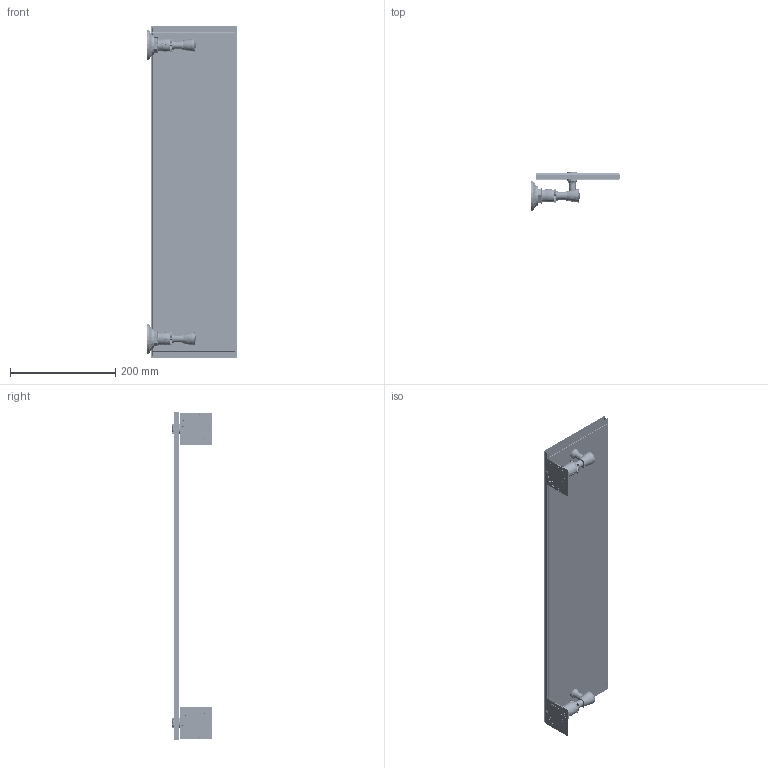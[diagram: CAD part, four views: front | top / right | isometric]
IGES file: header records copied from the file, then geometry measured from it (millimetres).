
Start section:  PTC IGES file: 4934t-24.igs
Global section: file name: 4934t-24.igs; native system: Creo Parametric by Parametric Technology Corporation; preprocessor: 2012230; author: ravindrashirol; organization: Unknown; date: 20140610.172339; units: inch
Bounding box: 171.83 x 74.81 x 631.87 mm (x, y, z)
Surface area: 826941.8 mm2 (no closed solid volume)
Topology: 0 solids, 0 shells, 5032 faces, 74206 edges, 96684 vertices
Faces by surface type: bspline 3056, revolution 1976
